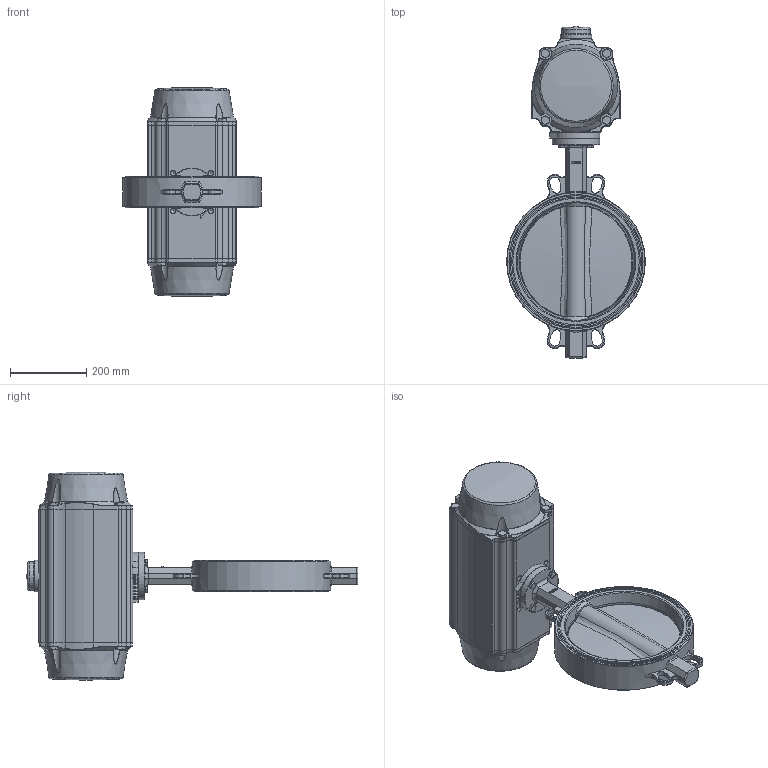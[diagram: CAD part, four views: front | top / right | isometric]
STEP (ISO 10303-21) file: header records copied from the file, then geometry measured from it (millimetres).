
FILE_DESCRIPTION(/* description */ ('Unknown','CAx-IF Rec.Pracs.---Representation and Presentation of Product Manufacturing Information (PMI)---4.0---2014-10-13','CAx-IF Rec.Pracs.---3D Tessellated Geometry---0.4---2014-09-14','2;1'),/* implementation_level */ '2;1');
FILE_NAME(/* name */ 'FR08 5100_5110_5120-17',/* time_stamp */ '2023-11-27T12:51:58+01:00',/* author */ ('Unknown'),/* organization */ ('Unknown'),/* preprocessor_version */ 'ST-DEVELOPER v18.102',/* originating_system */ 'Solid Edge',/* authorisation */ 'Unknown');
FILE_SCHEMA (('AP242_MANAGED_MODEL_BASED_3D_ENGINEERING_MIM_LF { 1 0 10303 442 1 1 4 }'));
Products named in the file (15): FR936-5.100.300; WAFER-DN300; DN300概极; seat; disc; shaft1; shaft2; bushing1; DW09_FR08_(DW1277_FR936); KP-200; hexagon head bolts--product grade c gb_GB_FASTENER_BOLT_HHBC M14X60-N; cup head nib bolts with large head gb_GB_FASTENER_BOLT_CHNBW M6X25-N; __________; Rasterscheibe DN300; DIN 933 M10x45 A2-70 BLK_EDST
Assembly tree (25 placements, depth 3):
  FR936-5.100.300
    WAFER-DN300
      DN300概极
      seat
      disc
      shaft1
      shaft2
      bushing1  x2
    DW09_FR08_(DW1277_FR936)
      KP-200
      hexagon head bolts--product grade c gb_GB_FASTENER_BOLT_HHBC M14X60-N  x8
      cup head nib bolts with large head gb_GB_FASTENER_BOLT_CHNBW M6X25-N
      __________
    Rasterscheibe DN300
    DIN 933 M10x45 A2-70 BLK_EDST  x4
Bounding box: 364 x 871.12 x 547.1 mm (x, y, z)
Volume: 28994196.3 mm3; surface area: 1524514.6 mm2
Topology: 23 solids, 23 shells, 1442 faces, 3493 edges, 2167 vertices
Faces by surface type: plane 540, cylinder 321, bspline 268, cone 167, torus 143, sphere 3
Full cylindrical faces by diameter (mm): 4.2 x12, 4.66 x1, 5 x1, 6 x1, 6.2 x1, 6.8 x1, 9.663 x8, 10 x4, 11.8 x2, 12 x12, 14 x12, 17 x4, 22 x1, 27.5 x1, 31.6 x5, 31.8 x1, 31.9 x2, 38.1 x4, 38.15 x2, 43.852 x1, 45 x2, 48 x1, 51.8 x1, 56.5 x1, 58.7 x1, 69 x1, 71 x1, 74 x1, 75 x1, 75.015 x2
Entity records: 50460 total; most frequent: CARTESIAN_POINT 22438, ORIENTED_EDGE 5714, DIRECTION 5193, EDGE_CURVE 2857, AXIS2_PLACEMENT_3D 2010, VERTEX_POINT 1884, FACE_BOUND 1543, EDGE_LOOP 1518
